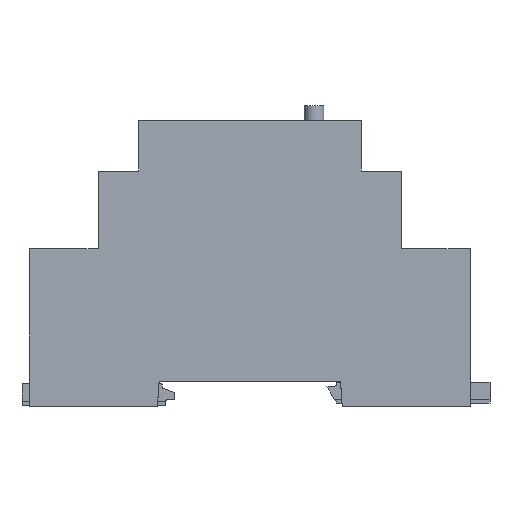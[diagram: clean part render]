
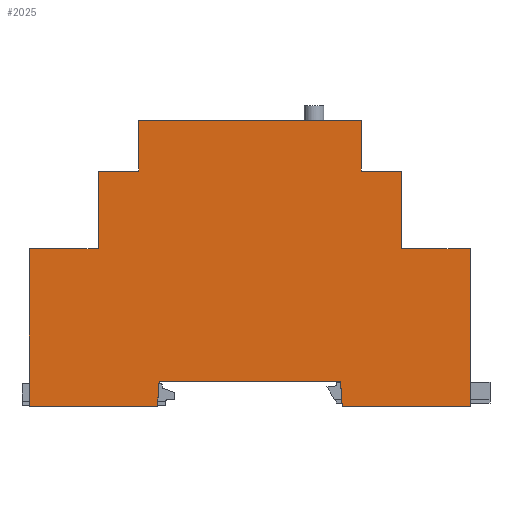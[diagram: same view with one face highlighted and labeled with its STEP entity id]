
A CAD part, left-side view. The second image highlights one B-rep face of the part: STEP entity #2025.
In plain terms, the highlighted planar face has unit normal (-1, 0, 0).
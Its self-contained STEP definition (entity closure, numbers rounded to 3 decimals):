
#2025=ADVANCED_FACE('',(#7422),#7424,.T.);
#7422=FACE_BOUND('',#7423,.T.);
#7423=EDGE_LOOP('',(#12383,#12384,#12385,#12386,#12387,#12388,#12389,#12390,#12391,
#12392,#12393,#12394,#12395,#12396,#12397,#12398));
#7424=PLANE('',#7425);
#7425=AXIS2_PLACEMENT_3D('',#7426,#7427,#7428);
#7426=CARTESIAN_POINT('',(-35.5,0.,0.));
#7427=DIRECTION('',(-1.,0.,0.));
#7428=DIRECTION('',(0.,0.,-1.));
#12383=ORIENTED_EDGE('',*,*,#15766,.T.);
#12384=ORIENTED_EDGE('',*,*,#15767,.T.);
#12385=ORIENTED_EDGE('',*,*,#15768,.T.);
#12386=ORIENTED_EDGE('',*,*,#15769,.T.);
#12387=ORIENTED_EDGE('',*,*,#15770,.T.);
#12388=ORIENTED_EDGE('',*,*,#15771,.T.);
#12389=ORIENTED_EDGE('',*,*,#15772,.T.);
#12390=ORIENTED_EDGE('',*,*,#15773,.T.);
#12391=ORIENTED_EDGE('',*,*,#15774,.T.);
#12392=ORIENTED_EDGE('',*,*,#15775,.T.);
#12393=ORIENTED_EDGE('',*,*,#15776,.T.);
#12394=ORIENTED_EDGE('',*,*,#15680,.T.);
#12395=ORIENTED_EDGE('',*,*,#15765,.T.);
#12396=ORIENTED_EDGE('',*,*,#15777,.T.);
#12397=ORIENTED_EDGE('',*,*,#15778,.T.);
#12398=ORIENTED_EDGE('',*,*,#15779,.T.);
#15680=EDGE_CURVE('',#18184,#18182,#18185,.T.);
#15765=EDGE_CURVE('',#18182,#18348,#18350,.T.);
#15766=EDGE_CURVE('',#18351,#18352,#18353,.T.);
#15767=EDGE_CURVE('',#18352,#18354,#18355,.T.);
#15768=EDGE_CURVE('',#18354,#18356,#18357,.T.);
#15769=EDGE_CURVE('',#18356,#18358,#18359,.T.);
#15770=EDGE_CURVE('',#18358,#18360,#18361,.T.);
#15771=EDGE_CURVE('',#18360,#18362,#18363,.T.);
#15772=EDGE_CURVE('',#18362,#18364,#18365,.T.);
#15773=EDGE_CURVE('',#18364,#18366,#18367,.T.);
#15774=EDGE_CURVE('',#18366,#18368,#18369,.T.);
#15775=EDGE_CURVE('',#18368,#18370,#18371,.T.);
#15776=EDGE_CURVE('',#18370,#18184,#18372,.T.);
#15777=EDGE_CURVE('',#18348,#18373,#18374,.T.);
#15778=EDGE_CURVE('',#18373,#18375,#18376,.T.);
#15779=EDGE_CURVE('',#18375,#18351,#18377,.T.);
#18182=VERTEX_POINT('',#22785);
#18184=VERTEX_POINT('',#22789);
#18185=LINE('',#22790,#22791);
#18348=VERTEX_POINT('',#23177);
#18350=LINE('',#23181,#23182);
#18351=VERTEX_POINT('',#23184);
#18352=VERTEX_POINT('',#23185);
#18353=LINE('',#23186,#23187);
#18354=VERTEX_POINT('',#23189);
#18355=LINE('',#23190,#23191);
#18356=VERTEX_POINT('',#23193);
#18357=LINE('',#23194,#23195);
#18358=VERTEX_POINT('',#23197);
#18359=LINE('',#23198,#23199);
#18360=VERTEX_POINT('',#23201);
#18361=LINE('',#23202,#23203);
#18362=VERTEX_POINT('',#23205);
#18363=LINE('',#23206,#23207);
#18364=VERTEX_POINT('',#23209);
#18365=LINE('',#23210,#23211);
#18366=VERTEX_POINT('',#23213);
#18367=LINE('',#23214,#23215);
#18368=VERTEX_POINT('',#23217);
#18369=LINE('',#23218,#23219);
#18370=VERTEX_POINT('',#23221);
#18371=LINE('',#23222,#23223);
#18372=LINE('',#23225,#23226);
#18373=VERTEX_POINT('',#23228);
#18374=LINE('',#23229,#23230);
#18375=VERTEX_POINT('',#23232);
#18376=LINE('',#23233,#23234);
#18377=LINE('',#23236,#23237);
#22785=CARTESIAN_POINT('',(-35.5,22.5,52.804));
#22789=CARTESIAN_POINT('',(-35.5,-22.5,52.804));
#22790=CARTESIAN_POINT('',(-35.5,-22.5,52.804));
#22791=VECTOR('',#22792,1.);
#22792=DIRECTION('',(0.,1.,0.));
#23177=CARTESIAN_POINT('',(-35.5,22.5,42.606));
#23181=CARTESIAN_POINT('',(-35.5,22.5,52.804));
#23182=VECTOR('',#23183,1.);
#23183=DIRECTION('',(0.,0.,-1.));
#23184=CARTESIAN_POINT('',(-35.5,44.6,26.878));
#23185=CARTESIAN_POINT('',(-35.5,44.6,-4.987));
#23186=CARTESIAN_POINT('',(-35.5,44.6,26.878));
#23187=VECTOR('',#23188,1.);
#23188=DIRECTION('',(0.,0.,-1.));
#23189=CARTESIAN_POINT('',(-35.5,18.7,-4.987));
#23190=CARTESIAN_POINT('',(-35.5,44.6,-4.987));
#23191=VECTOR('',#23192,1.);
#23192=DIRECTION('',(0.,-1.,0.));
#23193=CARTESIAN_POINT('',(-35.5,18.351,0.));
#23194=CARTESIAN_POINT('',(-35.5,18.7,-4.987));
#23195=VECTOR('',#23196,1.);
#23196=DIRECTION('',(0.,-0.07,0.998));
#23197=CARTESIAN_POINT('',(-35.5,-18.351,0.));
#23198=CARTESIAN_POINT('',(-35.5,18.351,0.));
#23199=VECTOR('',#23200,1.);
#23200=DIRECTION('',(0.,-1.,0.));
#23201=CARTESIAN_POINT('',(-35.5,-18.7,-4.987));
#23202=CARTESIAN_POINT('',(-35.5,-18.351,0.));
#23203=VECTOR('',#23204,1.);
#23204=DIRECTION('',(0.,-0.07,-0.998));
#23205=CARTESIAN_POINT('',(-35.5,-44.6,-4.987));
#23206=CARTESIAN_POINT('',(-35.5,-18.7,-4.987));
#23207=VECTOR('',#23208,1.);
#23208=DIRECTION('',(0.,-1.,0.));
#23209=CARTESIAN_POINT('',(-35.5,-44.6,26.878));
#23210=CARTESIAN_POINT('',(-35.5,-44.6,-4.987));
#23211=VECTOR('',#23212,1.);
#23212=DIRECTION('',(0.,0.,1.));
#23213=CARTESIAN_POINT('',(-35.5,-30.7,26.878));
#23214=CARTESIAN_POINT('',(-35.5,-44.6,26.878));
#23215=VECTOR('',#23216,1.);
#23216=DIRECTION('',(0.,1.,0.));
#23217=CARTESIAN_POINT('',(-35.5,-30.7,42.606));
#23218=CARTESIAN_POINT('',(-35.5,-30.7,26.878));
#23219=VECTOR('',#23220,1.);
#23220=DIRECTION('',(0.,0.,1.));
#23221=CARTESIAN_POINT('',(-35.5,-22.5,42.606));
#23222=CARTESIAN_POINT('',(-35.5,-30.7,42.606));
#23223=VECTOR('',#23224,1.);
#23224=DIRECTION('',(0.,1.,0.));
#23225=CARTESIAN_POINT('',(-35.5,-22.5,42.606));
#23226=VECTOR('',#23227,1.);
#23227=DIRECTION('',(0.,0.,1.));
#23228=CARTESIAN_POINT('',(-35.5,30.7,42.606));
#23229=CARTESIAN_POINT('',(-35.5,22.5,42.606));
#23230=VECTOR('',#23231,1.);
#23231=DIRECTION('',(0.,1.,0.));
#23232=CARTESIAN_POINT('',(-35.5,30.7,26.878));
#23233=CARTESIAN_POINT('',(-35.5,30.7,42.606));
#23234=VECTOR('',#23235,1.);
#23235=DIRECTION('',(0.,0.,-1.));
#23236=CARTESIAN_POINT('',(-35.5,30.7,26.878));
#23237=VECTOR('',#23238,1.);
#23238=DIRECTION('',(0.,1.,0.));
